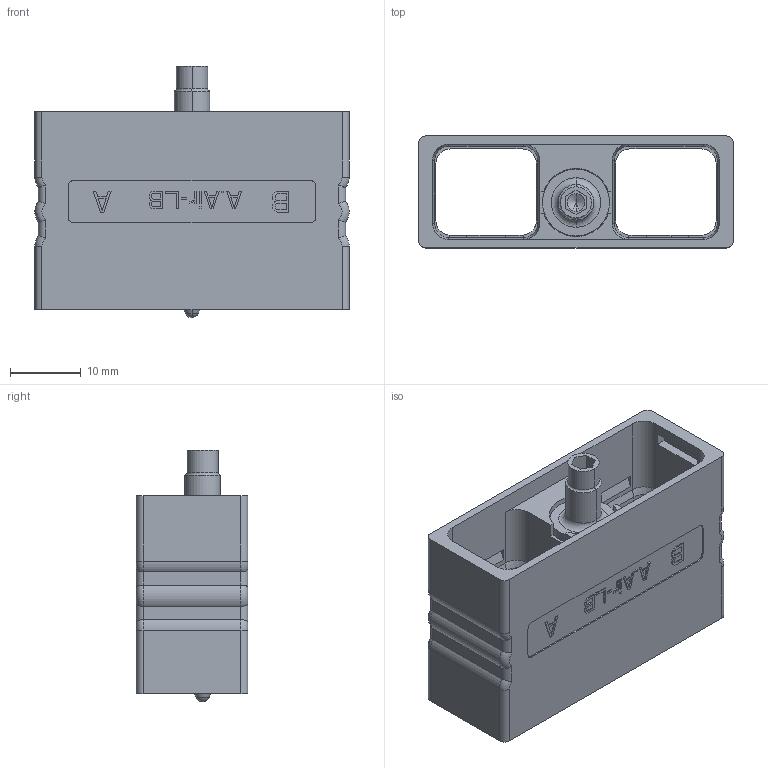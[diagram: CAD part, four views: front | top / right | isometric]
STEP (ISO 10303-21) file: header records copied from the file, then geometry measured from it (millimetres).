
FILE_DESCRIPTION((''),'2;1');
FILE_NAME('SIM2S40','2019-10-03T',('presta_be4'),(''),'PRO/ENGINEER BY PARAMETRIC TECHNOLOGY CORPORATION, 2014310','PRO/ENGINEER BY PARAMETRIC TECHNOLOGY CORPORATION, 2014310','');
FILE_SCHEMA(('CONFIG_CONTROL_DESIGN'));
Length unit declared in the file: millimetre
Products named in the file (1): SIM2S40
Bounding box: 44.42 x 15.8 x 35.55 mm (x, y, z)
Volume: 6382.7 mm3; surface area: 8807.6 mm2
Topology: 1 solids, 1 shells, 771 faces, 2075 edges, 1329 vertices
Faces by surface type: plane 559, cylinder 129, sphere 25, cone 24, torus 20, bspline 14
Entity records: 25013 total; most frequent: CARTESIAN_POINT 5730, ORIENTED_EDGE 4104, DIRECTION 3784, EDGE_CURVE 2052, VECTOR 1676, LINE 1676, VERTEX_POINT 1329, AXIS2_PLACEMENT_3D 1054
